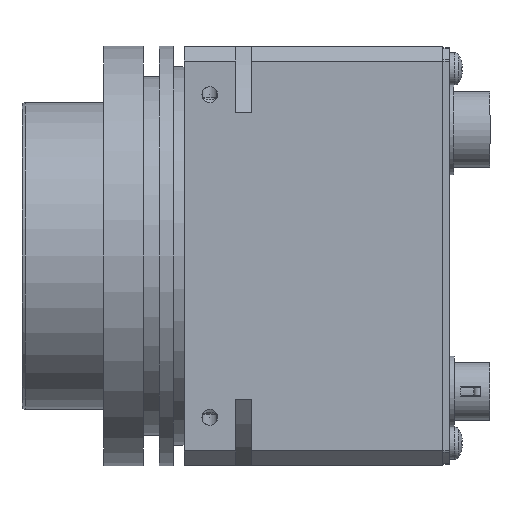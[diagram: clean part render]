
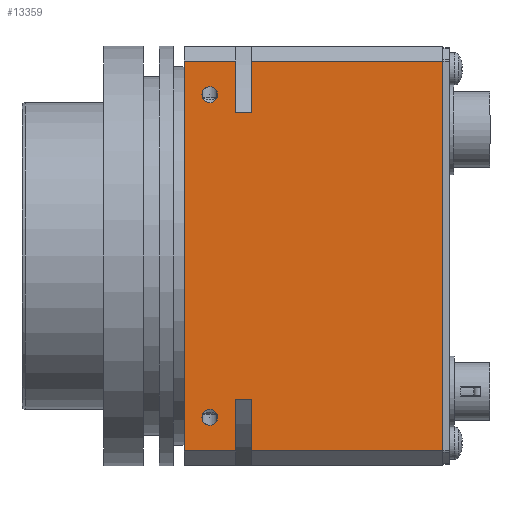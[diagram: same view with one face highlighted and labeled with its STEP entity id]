
A CAD part, front view. The second image highlights one B-rep face of the part: STEP entity #13359.
In plain terms, the highlighted planar face has unit normal (0, -1, 0).
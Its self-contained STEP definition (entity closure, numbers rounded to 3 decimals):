
#398=FACE_BOUND('',#4502,.T.);
#399=FACE_BOUND('',#4503,.T.);
#1396=LINE('',#22159,#2525);
#1400=LINE('',#22168,#2529);
#1402=LINE('',#22174,#2531);
#1406=LINE('',#22183,#2535);
#1417=LINE('',#22209,#2546);
#1424=LINE('',#22241,#2553);
#1425=LINE('',#22244,#2554);
#1426=LINE('',#22246,#2555);
#1427=LINE('',#22247,#2556);
#1428=LINE('',#22249,#2557);
#1429=LINE('',#22251,#2558);
#1430=LINE('',#22252,#2559);
#2525=VECTOR('',#17494,10.);
#2529=VECTOR('',#17500,10.);
#2531=VECTOR('',#17504,10.);
#2535=VECTOR('',#17510,10.);
#2546=VECTOR('',#17533,10.);
#2553=VECTOR('',#17562,10.);
#2554=VECTOR('',#17565,10.);
#2555=VECTOR('',#17566,10.);
#2556=VECTOR('',#17567,10.);
#2557=VECTOR('',#17568,10.);
#2558=VECTOR('',#17569,10.);
#2559=VECTOR('',#17570,10.);
#3186=PLANE('',#14438);
#3737=FACE_OUTER_BOUND('',#4501,.T.);
#4501=EDGE_LOOP('',(#11253,#11254,#11255,#11256,#11257,#11258,#11259,#11260,
#11261,#11262,#11263,#11264));
#4502=EDGE_LOOP('',(#11265,#11266));
#4503=EDGE_LOOP('',(#11267,#11268));
#5109=CIRCLE('',#14439,1.23);
#5110=CIRCLE('',#14440,1.23);
#5111=CIRCLE('',#14441,1.23);
#5112=CIRCLE('',#14442,1.23);
#6216=VERTEX_POINT('',#22153);
#6218=VERTEX_POINT('',#22157);
#6220=VERTEX_POINT('',#22162);
#6222=VERTEX_POINT('',#22166);
#6223=VERTEX_POINT('',#22170);
#6225=VERTEX_POINT('',#22173);
#6227=VERTEX_POINT('',#22179);
#6229=VERTEX_POINT('',#22182);
#6253=VERTEX_POINT('',#22243);
#6254=VERTEX_POINT('',#22245);
#6255=VERTEX_POINT('',#22248);
#6256=VERTEX_POINT('',#22250);
#6257=VERTEX_POINT('',#22253);
#6258=VERTEX_POINT('',#22254);
#6259=VERTEX_POINT('',#22257);
#6260=VERTEX_POINT('',#22258);
#7940=EDGE_CURVE('',#6216,#6218,#1396,.T.);
#7944=EDGE_CURVE('',#6220,#6222,#1400,.T.);
#7946=EDGE_CURVE('',#6225,#6223,#1402,.T.);
#7950=EDGE_CURVE('',#6229,#6227,#1406,.T.);
#7965=EDGE_CURVE('',#6216,#6223,#1417,.T.);
#7982=EDGE_CURVE('',#6229,#6222,#1424,.T.);
#7983=EDGE_CURVE('',#6218,#6253,#1425,.T.);
#7984=EDGE_CURVE('',#6253,#6254,#1426,.T.);
#7985=EDGE_CURVE('',#6254,#6220,#1427,.T.);
#7986=EDGE_CURVE('',#6227,#6255,#1428,.T.);
#7987=EDGE_CURVE('',#6255,#6256,#1429,.T.);
#7988=EDGE_CURVE('',#6256,#6225,#1430,.T.);
#7989=EDGE_CURVE('',#6257,#6258,#5109,.T.);
#7990=EDGE_CURVE('',#6258,#6257,#5110,.T.);
#7991=EDGE_CURVE('',#6259,#6260,#5111,.T.);
#7992=EDGE_CURVE('',#6260,#6259,#5112,.T.);
#11253=ORIENTED_EDGE('',*,*,#7940,.T.);
#11254=ORIENTED_EDGE('',*,*,#7983,.T.);
#11255=ORIENTED_EDGE('',*,*,#7984,.T.);
#11256=ORIENTED_EDGE('',*,*,#7985,.T.);
#11257=ORIENTED_EDGE('',*,*,#7944,.T.);
#11258=ORIENTED_EDGE('',*,*,#7982,.F.);
#11259=ORIENTED_EDGE('',*,*,#7950,.T.);
#11260=ORIENTED_EDGE('',*,*,#7986,.T.);
#11261=ORIENTED_EDGE('',*,*,#7987,.T.);
#11262=ORIENTED_EDGE('',*,*,#7988,.T.);
#11263=ORIENTED_EDGE('',*,*,#7946,.T.);
#11264=ORIENTED_EDGE('',*,*,#7965,.F.);
#11265=ORIENTED_EDGE('',*,*,#7989,.T.);
#11266=ORIENTED_EDGE('',*,*,#7990,.T.);
#11267=ORIENTED_EDGE('',*,*,#7991,.T.);
#11268=ORIENTED_EDGE('',*,*,#7992,.T.);
#13359=ADVANCED_FACE('',(#3737,#398,#399),#3186,.F.);
#14438=AXIS2_PLACEMENT_3D('',#22242,#17563,#17564);
#14439=AXIS2_PLACEMENT_3D('',#22255,#17571,#17572);
#14440=AXIS2_PLACEMENT_3D('',#22256,#17573,#17574);
#14441=AXIS2_PLACEMENT_3D('',#22259,#17575,#17576);
#14442=AXIS2_PLACEMENT_3D('',#22260,#17577,#17578);
#17494=DIRECTION('',(1.,0.,0.));
#17500=DIRECTION('',(1.,0.,0.));
#17504=DIRECTION('',(-1.,0.,0.));
#17510=DIRECTION('',(-1.,0.,0.));
#17533=DIRECTION('',(0.,0.,1.));
#17562=DIRECTION('',(0.,0.,-1.));
#17563=DIRECTION('center_axis',(0.,1.,0.));
#17564=DIRECTION('ref_axis',(0.,0.,1.));
#17565=DIRECTION('',(0.,0.,1.));
#17566=DIRECTION('',(1.,0.,0.));
#17567=DIRECTION('',(0.,0.,-1.));
#17568=DIRECTION('',(0.,0.,-1.));
#17569=DIRECTION('',(-1.,0.,0.));
#17570=DIRECTION('',(0.,0.,1.));
#17571=DIRECTION('center_axis',(0.,1.,0.));
#17572=DIRECTION('ref_axis',(-1.,0.,0.));
#17573=DIRECTION('center_axis',(0.,1.,0.));
#17574=DIRECTION('ref_axis',(-1.,0.,0.));
#17575=DIRECTION('center_axis',(0.,1.,0.));
#17576=DIRECTION('ref_axis',(-1.,0.,0.));
#17577=DIRECTION('center_axis',(0.,1.,0.));
#17578=DIRECTION('ref_axis',(-1.,0.,0.));
#22153=CARTESIAN_POINT('',(25.1,-32.5,-30.2));
#22157=CARTESIAN_POINT('',(33.1,-32.5,-30.2));
#22159=CARTESIAN_POINT('',(65.2,-32.5,-30.2));
#22162=CARTESIAN_POINT('',(35.6,-32.5,-30.2));
#22166=CARTESIAN_POINT('',(65.2,-32.5,-30.2));
#22168=CARTESIAN_POINT('',(65.2,-32.5,-30.2));
#22170=CARTESIAN_POINT('',(25.1,-32.5,30.2));
#22173=CARTESIAN_POINT('',(33.1,-32.5,30.2));
#22174=CARTESIAN_POINT('',(65.2,-32.5,30.2));
#22179=CARTESIAN_POINT('',(35.6,-32.5,30.2));
#22182=CARTESIAN_POINT('',(65.2,-32.5,30.2));
#22183=CARTESIAN_POINT('',(65.2,-32.5,30.2));
#22209=CARTESIAN_POINT('',(25.1,-32.5,-15.199));
#22241=CARTESIAN_POINT('',(65.2,-32.5,-15.199));
#22242=CARTESIAN_POINT('Origin',(65.2,-32.5,-30.397));
#22243=CARTESIAN_POINT('',(33.1,-32.5,-22.274));
#22244=CARTESIAN_POINT('',(33.1,-32.5,-15.199));
#22245=CARTESIAN_POINT('',(35.6,-32.5,-22.274));
#22246=CARTESIAN_POINT('',(34.35,-32.5,-22.274));
#22247=CARTESIAN_POINT('',(35.6,-32.5,-15.199));
#22248=CARTESIAN_POINT('',(35.6,-32.5,22.274));
#22249=CARTESIAN_POINT('',(35.6,-32.5,-15.199));
#22250=CARTESIAN_POINT('',(33.1,-32.5,22.274));
#22251=CARTESIAN_POINT('',(34.35,-32.5,22.274));
#22252=CARTESIAN_POINT('',(33.1,-32.5,-15.199));
#22253=CARTESIAN_POINT('',(27.87,-32.5,25.));
#22254=CARTESIAN_POINT('',(30.329,-32.5,25.));
#22255=CARTESIAN_POINT('Origin',(29.1,-32.5,25.));
#22256=CARTESIAN_POINT('Origin',(29.1,-32.5,25.));
#22257=CARTESIAN_POINT('',(27.87,-32.5,-25.));
#22258=CARTESIAN_POINT('',(30.329,-32.5,-25.));
#22259=CARTESIAN_POINT('Origin',(29.1,-32.5,-25.));
#22260=CARTESIAN_POINT('Origin',(29.1,-32.5,-25.));
